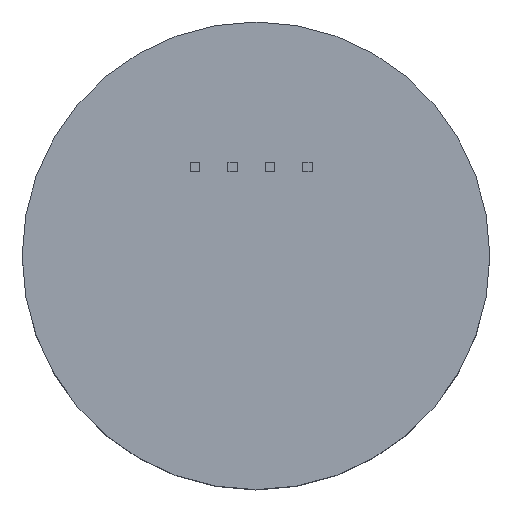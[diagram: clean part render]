
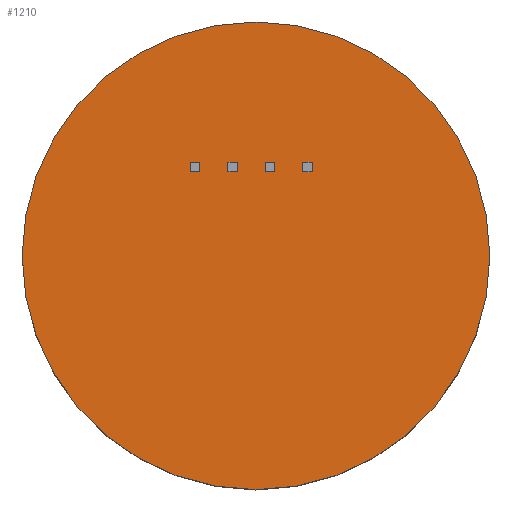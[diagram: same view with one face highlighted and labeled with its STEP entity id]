
A CAD part, top view. The second image highlights one B-rep face of the part: STEP entity #1210.
In plain terms, the highlighted planar face has unit normal (0, 0, 1).
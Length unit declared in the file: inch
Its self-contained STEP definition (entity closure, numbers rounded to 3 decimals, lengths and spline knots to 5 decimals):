
#138=CARTESIAN_POINT('',(-0.625,0.,0.2505));
#139=VERTEX_POINT('',#138);
#155=CARTESIAN_POINT('',(0.625,0.,0.2505));
#156=VERTEX_POINT('',#155);
#163=CARTESIAN_POINT('',(0.0,0.0,0.2505));
#164=DIRECTION('',(0.0,0.0,-1.0));
#165=DIRECTION('',(-1.0,0.0,0.0));
#166=AXIS2_PLACEMENT_3D('',#163,#164,#165);
#167=CIRCLE('',#166,0.625);
#168=EDGE_CURVE('',#156,#139,#167,.T.);
#610=CARTESIAN_POINT('',(0.15,0.225,0.2505));
#611=VERTEX_POINT('',#610);
#618=CARTESIAN_POINT('',(0.15,0.25,0.2505));
#619=VERTEX_POINT('',#618);
#620=CARTESIAN_POINT('',(0.15,0.25,0.2505));
#621=DIRECTION('',(0.0,-1.0,0.0));
#622=VECTOR('',#621,0.025);
#623=LINE('',#620,#622);
#624=EDGE_CURVE('',#619,#611,#623,.T.);
#648=CARTESIAN_POINT('',(0.125,0.225,0.2505));
#649=VERTEX_POINT('',#648);
#656=CARTESIAN_POINT('',(0.15,0.225,0.2505));
#657=DIRECTION('',(-1.0,0.0,0.0));
#658=VECTOR('',#657,0.025);
#659=LINE('',#656,#658);
#660=EDGE_CURVE('',#611,#649,#659,.T.);
#679=CARTESIAN_POINT('',(0.125,0.25,0.2505));
#680=VERTEX_POINT('',#679);
#687=CARTESIAN_POINT('',(0.125,0.225,0.2505));
#688=DIRECTION('',(0.0,1.0,0.0));
#689=VECTOR('',#688,0.025);
#690=LINE('',#687,#689);
#691=EDGE_CURVE('',#649,#680,#690,.T.);
#709=CARTESIAN_POINT('',(0.125,0.25,0.2505));
#710=DIRECTION('',(1.0,0.0,0.0));
#711=VECTOR('',#710,0.025);
#712=LINE('',#709,#711);
#713=EDGE_CURVE('',#680,#619,#712,.T.);
#746=CARTESIAN_POINT('',(0.05,0.225,0.2505));
#747=VERTEX_POINT('',#746);
#754=CARTESIAN_POINT('',(0.05,0.25,0.2505));
#755=VERTEX_POINT('',#754);
#756=CARTESIAN_POINT('',(0.05,0.25,0.2505));
#757=DIRECTION('',(0.0,-1.0,0.0));
#758=VECTOR('',#757,0.025);
#759=LINE('',#756,#758);
#760=EDGE_CURVE('',#755,#747,#759,.T.);
#784=CARTESIAN_POINT('',(0.025,0.225,0.2505));
#785=VERTEX_POINT('',#784);
#792=CARTESIAN_POINT('',(0.05,0.225,0.2505));
#793=DIRECTION('',(-1.0,0.0,0.0));
#794=VECTOR('',#793,0.025);
#795=LINE('',#792,#794);
#796=EDGE_CURVE('',#747,#785,#795,.T.);
#815=CARTESIAN_POINT('',(0.025,0.25,0.2505));
#816=VERTEX_POINT('',#815);
#823=CARTESIAN_POINT('',(0.025,0.225,0.2505));
#824=DIRECTION('',(0.0,1.0,0.0));
#825=VECTOR('',#824,0.025);
#826=LINE('',#823,#825);
#827=EDGE_CURVE('',#785,#816,#826,.T.);
#845=CARTESIAN_POINT('',(0.025,0.25,0.2505));
#846=DIRECTION('',(1.0,0.0,0.0));
#847=VECTOR('',#846,0.025);
#848=LINE('',#845,#847);
#849=EDGE_CURVE('',#816,#755,#848,.T.);
#882=CARTESIAN_POINT('',(-0.05,0.225,0.2505));
#883=VERTEX_POINT('',#882);
#890=CARTESIAN_POINT('',(-0.05,0.25,0.2505));
#891=VERTEX_POINT('',#890);
#892=CARTESIAN_POINT('',(-0.05,0.25,0.2505));
#893=DIRECTION('',(0.0,-1.0,0.0));
#894=VECTOR('',#893,0.025);
#895=LINE('',#892,#894);
#896=EDGE_CURVE('',#891,#883,#895,.T.);
#920=CARTESIAN_POINT('',(-0.075,0.225,0.2505));
#921=VERTEX_POINT('',#920);
#928=CARTESIAN_POINT('',(-0.05,0.225,0.2505));
#929=DIRECTION('',(-1.0,0.0,0.0));
#930=VECTOR('',#929,0.025);
#931=LINE('',#928,#930);
#932=EDGE_CURVE('',#883,#921,#931,.T.);
#951=CARTESIAN_POINT('',(-0.075,0.25,0.2505));
#952=VERTEX_POINT('',#951);
#959=CARTESIAN_POINT('',(-0.075,0.225,0.2505));
#960=DIRECTION('',(0.0,1.0,0.0));
#961=VECTOR('',#960,0.025);
#962=LINE('',#959,#961);
#963=EDGE_CURVE('',#921,#952,#962,.T.);
#981=CARTESIAN_POINT('',(-0.075,0.25,0.2505));
#982=DIRECTION('',(1.0,0.0,0.0));
#983=VECTOR('',#982,0.025);
#984=LINE('',#981,#983);
#985=EDGE_CURVE('',#952,#891,#984,.T.);
#1018=CARTESIAN_POINT('',(-0.15,0.225,0.2505));
#1019=VERTEX_POINT('',#1018);
#1026=CARTESIAN_POINT('',(-0.15,0.25,0.2505));
#1027=VERTEX_POINT('',#1026);
#1028=CARTESIAN_POINT('',(-0.15,0.25,0.2505));
#1029=DIRECTION('',(0.0,-1.0,0.0));
#1030=VECTOR('',#1029,0.025);
#1031=LINE('',#1028,#1030);
#1032=EDGE_CURVE('',#1027,#1019,#1031,.T.);
#1056=CARTESIAN_POINT('',(-0.175,0.225,0.2505));
#1057=VERTEX_POINT('',#1056);
#1064=CARTESIAN_POINT('',(-0.15,0.225,0.2505));
#1065=DIRECTION('',(-1.0,0.0,0.0));
#1066=VECTOR('',#1065,0.025);
#1067=LINE('',#1064,#1066);
#1068=EDGE_CURVE('',#1019,#1057,#1067,.T.);
#1087=CARTESIAN_POINT('',(-0.175,0.25,0.2505));
#1088=VERTEX_POINT('',#1087);
#1095=CARTESIAN_POINT('',(-0.175,0.225,0.2505));
#1096=DIRECTION('',(0.0,1.0,0.0));
#1097=VECTOR('',#1096,0.025);
#1098=LINE('',#1095,#1097);
#1099=EDGE_CURVE('',#1057,#1088,#1098,.T.);
#1117=CARTESIAN_POINT('',(-0.175,0.25,0.2505));
#1118=DIRECTION('',(1.0,0.0,0.0));
#1119=VECTOR('',#1118,0.025);
#1120=LINE('',#1117,#1119);
#1121=EDGE_CURVE('',#1088,#1027,#1120,.T.);
#1165=CARTESIAN_POINT('',(0.0,0.0,0.2505));
#1166=DIRECTION('',(0.0,0.0,-1.0));
#1167=DIRECTION('',(-1.0,0.0,0.0));
#1168=AXIS2_PLACEMENT_3D('',#1165,#1166,#1167);
#1169=CIRCLE('',#1168,0.625);
#1170=EDGE_CURVE('',#139,#156,#1169,.T.);
#1177=CARTESIAN_POINT('',(0.05682,0.,0.2505));
#1178=DIRECTION('',(0.0,0.0,1.0));
#1179=DIRECTION('',(1.0,0.0,0.0));
#1180=AXIS2_PLACEMENT_3D('',#1177,#1178,#1179);
#1181=PLANE('',#1180);
#1182=ORIENTED_EDGE('',*,*,#168,.F.);
#1183=ORIENTED_EDGE('',*,*,#1170,.F.);
#1184=EDGE_LOOP('',(#1182,#1183));
#1185=FACE_OUTER_BOUND('',#1184,.T.);
#1186=ORIENTED_EDGE('',*,*,#624,.T.);
#1187=ORIENTED_EDGE('',*,*,#660,.T.);
#1188=ORIENTED_EDGE('',*,*,#691,.T.);
#1189=ORIENTED_EDGE('',*,*,#713,.T.);
#1190=EDGE_LOOP('',(#1186,#1187,#1188,#1189));
#1191=FACE_BOUND('',#1190,.T.);
#1192=ORIENTED_EDGE('',*,*,#760,.T.);
#1193=ORIENTED_EDGE('',*,*,#796,.T.);
#1194=ORIENTED_EDGE('',*,*,#827,.T.);
#1195=ORIENTED_EDGE('',*,*,#849,.T.);
#1196=EDGE_LOOP('',(#1192,#1193,#1194,#1195));
#1197=FACE_BOUND('',#1196,.T.);
#1198=ORIENTED_EDGE('',*,*,#896,.T.);
#1199=ORIENTED_EDGE('',*,*,#932,.T.);
#1200=ORIENTED_EDGE('',*,*,#963,.T.);
#1201=ORIENTED_EDGE('',*,*,#985,.T.);
#1202=EDGE_LOOP('',(#1198,#1199,#1200,#1201));
#1203=FACE_BOUND('',#1202,.T.);
#1204=ORIENTED_EDGE('',*,*,#1032,.T.);
#1205=ORIENTED_EDGE('',*,*,#1068,.T.);
#1206=ORIENTED_EDGE('',*,*,#1099,.T.);
#1207=ORIENTED_EDGE('',*,*,#1121,.T.);
#1208=EDGE_LOOP('',(#1204,#1205,#1206,#1207));
#1209=FACE_BOUND('',#1208,.T.);
#1210=ADVANCED_FACE('',(#1185,#1191,#1197,#1203,#1209),#1181,.T.);
